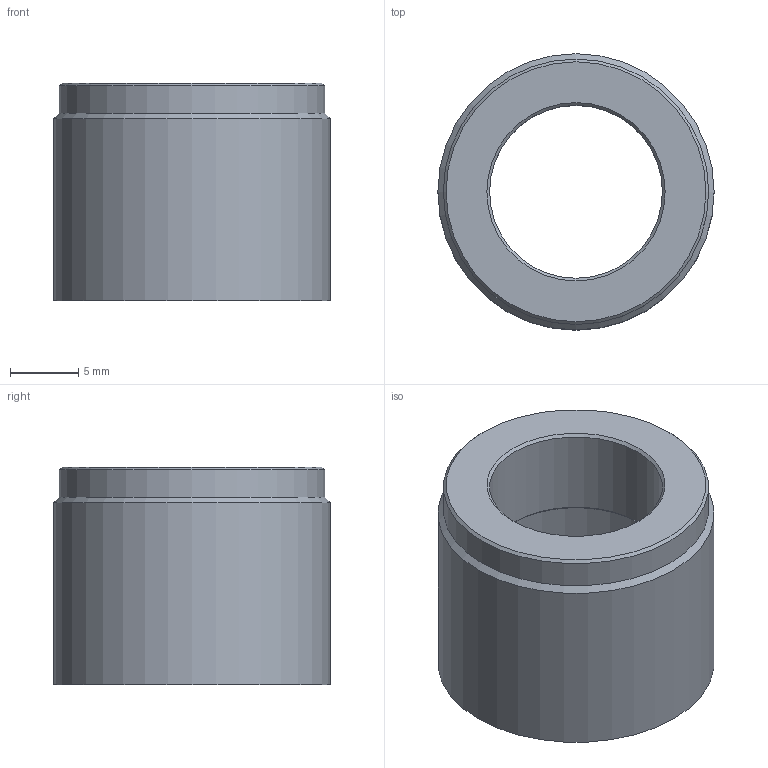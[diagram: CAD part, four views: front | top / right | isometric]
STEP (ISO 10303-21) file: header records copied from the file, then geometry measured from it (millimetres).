
FILE_DESCRIPTION(('FreeCAD Model'),'2;1');
FILE_NAME('Open CASCADE Shape Model','2024-09-27T15:42:46',('Author'),( ''),'Open CASCADE STEP processor 7.6','FreeCAD','Unknown');
FILE_SCHEMA(('AUTOMOTIVE_DESIGN { 1 0 10303 214 1 1 1 1 }'));
Length unit declared in the file: millimetre
Products named in the file (1): Corps001
Bounding box: 20.3 x 20.3 x 16 mm (x, y, z)
Volume: 1602.2 mm3; surface area: 2202.5 mm2
Topology: 1 solids, 1 shells, 11 faces, 19 edges, 11 vertices
Faces by surface type: cylinder 4, revolution 4, plane 3
Full cylindrical faces by diameter (mm): 12.7 x1, 19.1 x1, 19.5 x1, 20.3 x1
Entity records: 302 total; most frequent: DIRECTION 54, CARTESIAN_POINT 46, ORIENTED_EDGE 38, AXIS2_PLACEMENT_3D 19, EDGE_CURVE 19, FACE_BOUND 14, EDGE_LOOP 14, LINE 12
